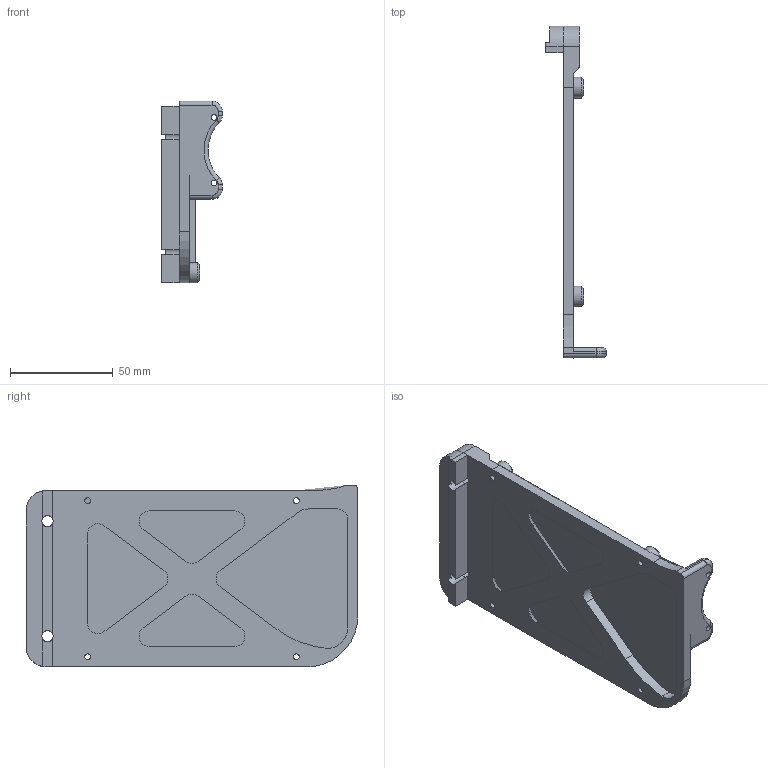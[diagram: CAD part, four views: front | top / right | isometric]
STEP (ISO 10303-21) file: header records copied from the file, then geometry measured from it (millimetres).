
FILE_DESCRIPTION(/* description */ (''),/* implementation_level */ '2;1');
FILE_NAME(/* name */ 'Rear_SKR_Fan_Mount_v2.step',/* time_stamp */ '2020-02-14T08:30:22-06:00',/* author */ (''),/* organization */ (''),/* preprocessor_version */ 'ST-DEVELOPER v18',/* originating_system */ 'Autodesk Translation Framework v8.12.0.6',/* authorisation */ '');
FILE_SCHEMA (('AUTOMOTIVE_DESIGN { 1 0 10303 214 3 1 1 }'));
Length unit declared in the file: millimetre
Products named in the file (1): Rear SKR Mount
Bounding box: 29.54 x 161.85 x 88.74 mm (x, y, z)
Volume: 55018.3 mm3; surface area: 20118.1 mm2
Topology: 2 solids, 2 shells, 109 faces, 302 edges, 194 vertices
Faces by surface type: plane 46, cylinder 40, cone 13, torus 10
Full cylindrical faces by diameter (mm): 2.8 x6, 5.5 x2, 10 x6
Entity records: 3580 total; most frequent: DIRECTION 652, CARTESIAN_POINT 600, ORIENTED_EDGE 596, EDGE_CURVE 298, AXIS2_PLACEMENT_3D 244, VERTEX_POINT 192, LINE 164, VECTOR 164
